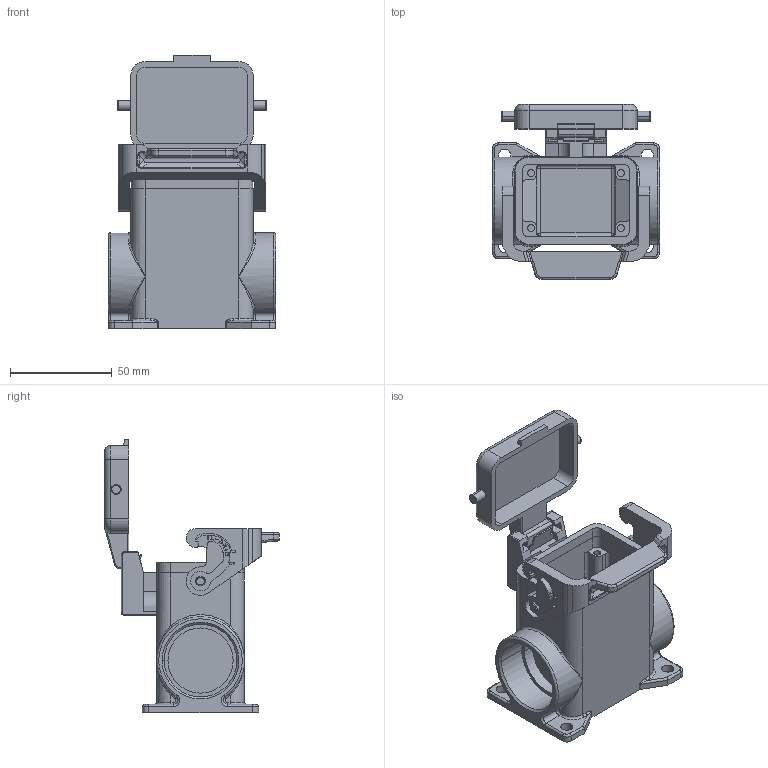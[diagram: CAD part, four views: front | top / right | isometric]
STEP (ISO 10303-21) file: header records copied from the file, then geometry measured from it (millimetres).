
FILE_DESCRIPTION(('Creo Elements/Direct Modeling STEP Export'),'2;1');
FILE_NAME('0ln7uvk5h7828o85420','2022-02-14T16:09:06',(''),(''),'Creo Elements/Direct Modeling STEP processor for AP214 (Solid Model)','Creo Elements/Direct Modeling 20.1B 02-Apr-2019 (C) Parametric Technology GmbH','');
FILE_SCHEMA(('AUTOMOTIVE_DESIGN { 1 0 10303 214 1 1 1 1 }'));
Length unit declared in the file: millimetre
Products named in the file (2): MLAP_06_LS40
Assembly tree (1 placements, depth 2):
  MLAP_06_LS40
    MLAP_06_LS40
Bounding box: 82 x 85.85 x 134 mm (x, y, z)
Volume: 110399.3 mm3; surface area: 60916.4 mm2
Topology: 1 solids, 1 shells, 917 faces, 2487 edges, 1609 vertices
Faces by surface type: plane 568, cylinder 263, torus 48, bspline 36, cone 2
Entity records: 46232 total; most frequent: CARTESIAN_POINT 16152, ORIENTED_EDGE 4958, DIRECTION 4452, EDGE_CURVE 2479, VECTOR 1774, LINE 1774, VERTEX_POINT 1609, AXIS2_PLACEMENT_3D 1339
